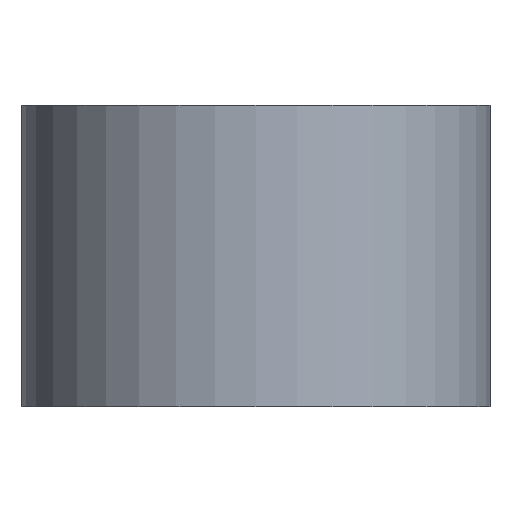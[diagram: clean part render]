
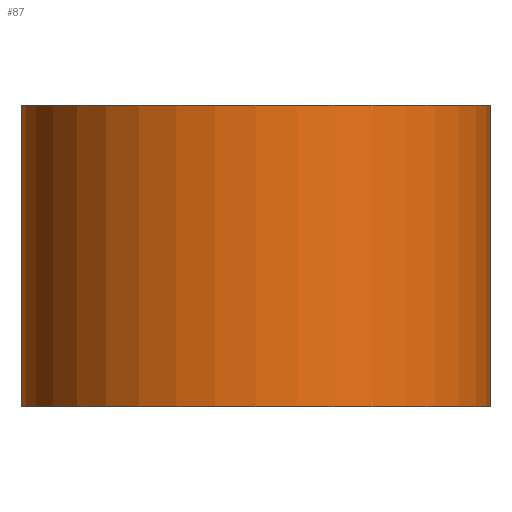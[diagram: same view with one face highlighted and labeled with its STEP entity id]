
A CAD part, front view. The second image highlights one B-rep face of the part: STEP entity #87.
In plain terms, the highlighted cylindrical face has radius 12.332 mm (diameter 24.663 mm), a partial arc.
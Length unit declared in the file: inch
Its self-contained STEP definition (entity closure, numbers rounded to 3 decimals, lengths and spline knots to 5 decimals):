
#11 = AXIS2_PLACEMENT_3D ( 'NONE', #520, #532, #535 ) ;
#28 = ORIENTED_EDGE ( 'NONE', *, *, #521, .F. ) ;
#31 = VERTEX_POINT ( 'NONE', #411 ) ;
#51 = VERTEX_POINT ( 'NONE', #450 ) ;
#56 = EDGE_CURVE ( 'NONE', #114, #51, #538, .T. ) ;
#82 = CARTESIAN_POINT ( 'NONE',  ( 0.4375, -1.343, -0.3125 ) ) ;
#87 = ADVANCED_FACE ( 'NONE', ( #113 ), #523, .T. ) ;
#95 = EDGE_CURVE ( 'NONE', #31, #164, #228, .T. ) ;
#113 = FACE_OUTER_BOUND ( 'NONE', #118, .T. ) ;
#114 = VERTEX_POINT ( 'NONE', #226 ) ;
#117 = AXIS2_PLACEMENT_3D ( 'NONE', #554, #536, #483 ) ;
#118 = EDGE_LOOP ( 'NONE', ( #28, #161, #297, #479 ) ) ;
#139 = DIRECTION ( 'NONE',  ( 1., 0., 0. ) ) ;
#161 = ORIENTED_EDGE ( 'NONE', *, *, #56, .F. ) ;
#164 = VERTEX_POINT ( 'NONE', #335 ) ;
#173 = CARTESIAN_POINT ( 'NONE',  ( -0.048, -1.343, 0.3125 ) ) ;
#226 = CARTESIAN_POINT ( 'NONE',  ( 0.4375, -0.8575, 0.3125 ) ) ;
#228 = LINE ( 'NONE', #173, #414 ) ;
#229 = EDGE_CURVE ( 'NONE', #114, #31, #320, .T. ) ;
#297 = ORIENTED_EDGE ( 'NONE', *, *, #229, .T. ) ;
#320 = CIRCLE ( 'NONE', #117, 0.4855 ) ;
#335 = CARTESIAN_POINT ( 'NONE',  ( -0.048, -1.343, -0.3125 ) ) ;
#376 = DIRECTION ( 'NONE',  ( 0., 0., -1. ) ) ;
#381 = AXIS2_PLACEMENT_3D ( 'NONE', #82, #376, #139 ) ;
#399 = CIRCLE ( 'NONE', #381, 0.4855 ) ;
#411 = CARTESIAN_POINT ( 'NONE',  ( -0.048, -1.343, 0.3125 ) ) ;
#414 = VECTOR ( 'NONE', #531, 39.37008 ) ;
#427 = VECTOR ( 'NONE', #522, 39.37008 ) ;
#450 = CARTESIAN_POINT ( 'NONE',  ( 0.4375, -0.8575, -0.3125 ) ) ;
#479 = ORIENTED_EDGE ( 'NONE', *, *, #95, .T. ) ;
#483 = DIRECTION ( 'NONE',  ( 1., 0., 0. ) ) ;
#514 = CARTESIAN_POINT ( 'NONE',  ( 0.4375, -0.8575, 0.3125 ) ) ;
#520 = CARTESIAN_POINT ( 'NONE',  ( 0.4375, -1.343, 0.3125 ) ) ;
#521 = EDGE_CURVE ( 'NONE', #51, #164, #399, .T. ) ;
#522 = DIRECTION ( 'NONE',  ( 0., 0., -1. ) ) ;
#523 = CYLINDRICAL_SURFACE ( 'NONE', #11, 0.4855 ) ;
#531 = DIRECTION ( 'NONE',  ( 0., 0., -1. ) ) ;
#532 = DIRECTION ( 'NONE',  ( 0., 0., -1. ) ) ;
#535 = DIRECTION ( 'NONE',  ( -1., 0., 0. ) ) ;
#536 = DIRECTION ( 'NONE',  ( 0., 0., -1. ) ) ;
#538 = LINE ( 'NONE', #514, #427 ) ;
#554 = CARTESIAN_POINT ( 'NONE',  ( 0.4375, -1.343, 0.3125 ) ) ;
